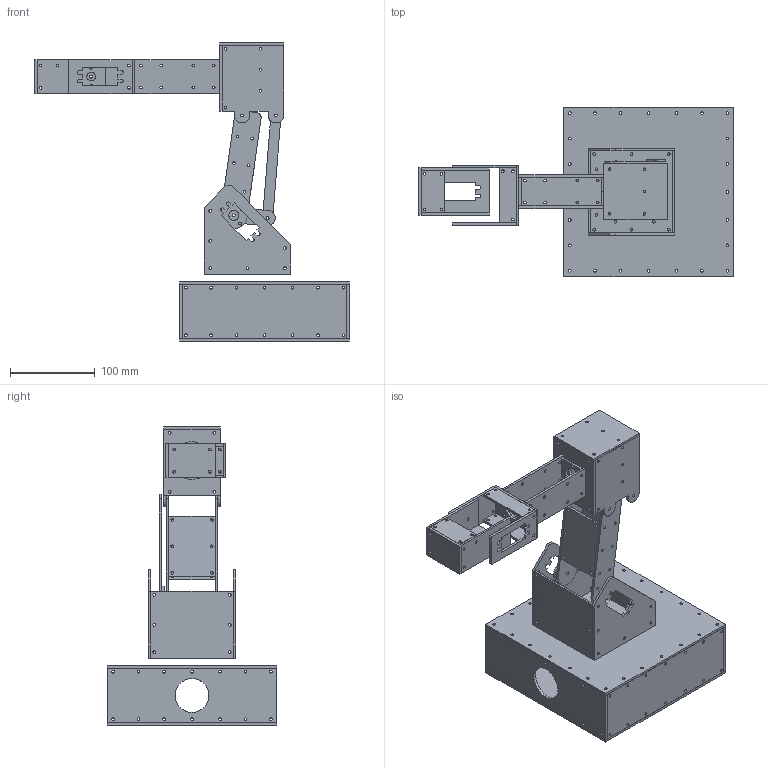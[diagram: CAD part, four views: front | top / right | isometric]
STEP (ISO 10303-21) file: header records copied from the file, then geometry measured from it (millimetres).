
FILE_DESCRIPTION(/* description */ (''),/* implementation_level */ '2;1');
FILE_NAME(/* name */ 'xsarmGR2',/* time_stamp */ '2017-07-20T14:21:39+09:00',/* author */ (''),/* organization */ (''),/* preprocessor_version */ 'ST-DEVELOPER v15',/* originating_system */ '',/* authorisation */ '');
FILE_SCHEMA (('AUTOMOTIVE_DESIGN'));
Length unit declared in the file: millimetre
Products named in the file (1): Document
Bounding box: 371.32 x 200 x 351.87 mm (x, y, z)
Volume: 719392.9 mm3; surface area: 529804.7 mm2
Topology: 38 solids, 38 shells, 984 faces, 2724 edges, 1816 vertices
Faces by surface type: bspline 773, plane 211
Entity records: 34975 total; most frequent: CARTESIAN_POINT 19255, ORIENTED_EDGE 5448, EDGE_CURVE 2724, VERTEX_POINT 1816, EDGE_LOOP 1610, ADVANCED_FACE 984, FACE_OUTER_BOUND 984, FACE_BOUND 626
